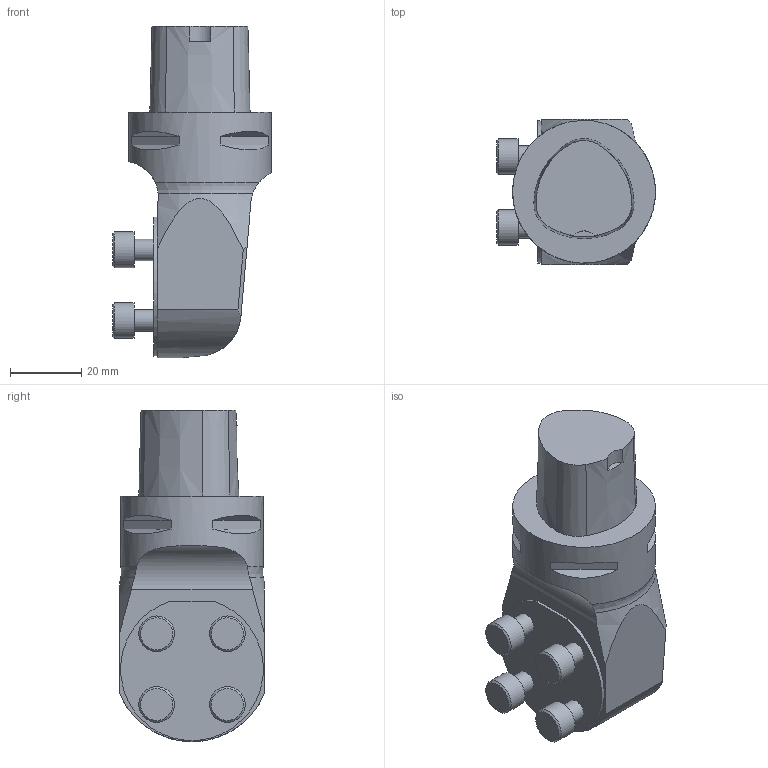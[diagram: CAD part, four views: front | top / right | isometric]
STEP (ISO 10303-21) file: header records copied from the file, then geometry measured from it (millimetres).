
FILE_DESCRIPTION(/* description */ (''),/* implementation_level */ '2;1');
FILE_NAME(/* name */ '1524134909263.stp',/* time_stamp */ '2018-04-19T12:48:38+02:00',/* author */ (''),/* organization */ ('SMS'),/* preprocessor_version */ 'ST-DEVELOPER v15',/* originating_system */ 'SIEMENS PLM Software NX 8.5',/* authorisation */ '');
FILE_SCHEMA (('AUTOMOTIVE_DESIGN { 1 0 10303 214 3 1 1 1 }'));
Length unit declared in the file: millimetre
Products named in the file (1): 201578153mod000_00
Bounding box: 44.48 x 40.6 x 92.8 mm (x, y, z)
Volume: 85448.6 mm3; surface area: 14255.8 mm2
Topology: 1 solids, 2 shells, 65 faces, 152 edges, 106 vertices
Faces by surface type: plane 35, cylinder 15, cone 13, torus 2
Full cylindrical faces by diameter (mm): 6 x4, 10 x4, 40 x1
Entity records: 1841 total; most frequent: CARTESIAN_POINT 409, DIRECTION 298, ORIENTED_EDGE 248, AXIS2_PLACEMENT_3D 127, EDGE_CURVE 124, EDGE_LOOP 92, VERTEX_POINT 91, ADVANCED_FACE 65
